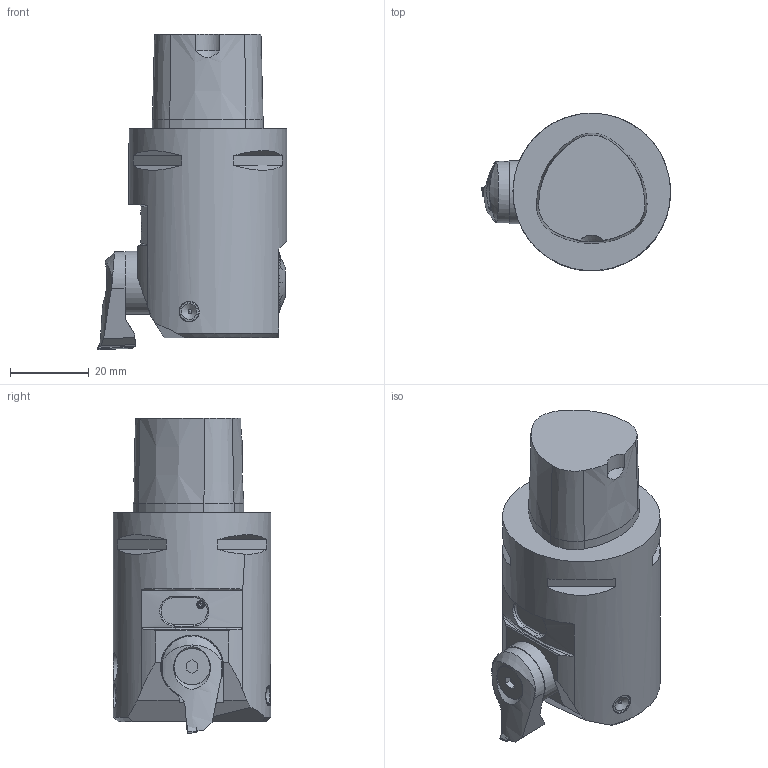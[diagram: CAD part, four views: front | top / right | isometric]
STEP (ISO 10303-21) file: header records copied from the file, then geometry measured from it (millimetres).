
FILE_DESCRIPTION(/* description */ ('3-D model version:1'),/* implementation_level */ '2;1');
FILE_NAME(/* name */ '825-56TC09-C4',/* time_stamp */ '2013-01-23T09:49:19+01:00',/* author */ ('InteractiveCad'),/* organization */ ('AB Sandvik Coromant'),/* preprocessor_version */ 'ST-DEVELOPER v11',/* originating_system */ 'SIEMENS UGS NX 6.0',/* authorisation */ '');
FILE_SCHEMA (('CONFIG_CONTROL_DESIGN'));
Length unit declared in the file: millimetre
Products named in the file (3): C4_R825B_AAD039A_SIM; R825B_AF17STUC0902A_SIM; 825_56TC09_C4_SIM
Assembly tree (2 placements, depth 2):
  825_56TC09_C4_SIM
    R825B_AF17STUC0902A_SIM
    C4_R825B_AAD039A_SIM
Bounding box: 48 x 39.96 x 80 mm (x, y, z)
Volume: 1369.6 mm3; surface area: 12578.7 mm2
Topology: 2 solids, 3 shells, 387 faces, 1084 edges, 717 vertices
Faces by surface type: plane 311, cylinder 32, cone 30, torus 6, extrusion 6, sphere 2
Full cylindrical faces by diameter (mm): 1 x1, 2 x1, 2.5 x1, 3 x1, 3.1 x1, 3.6 x1, 5 x1, 5.25 x1, 6 x2, 6.015 x1, 7 x1, 9.2 x1, 16 x1, 40 x1
Entity records: 12823 total; most frequent: CARTESIAN_POINT 2869, ORIENTED_EDGE 2046, DIRECTION 1889, EDGE_CURVE 1023, VECTOR 723, LINE 717, VERTEX_POINT 693, AXIS2_PLACEMENT_3D 583
